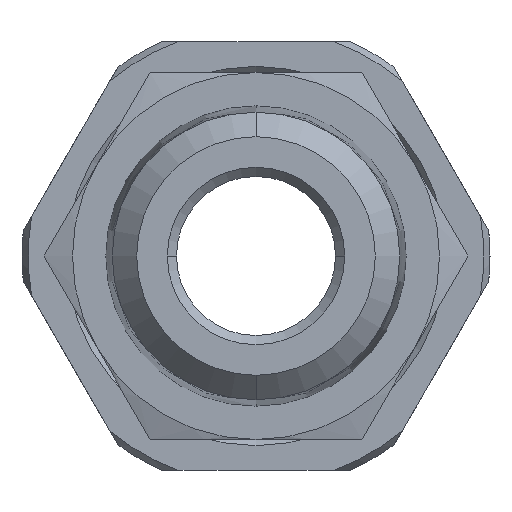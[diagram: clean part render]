
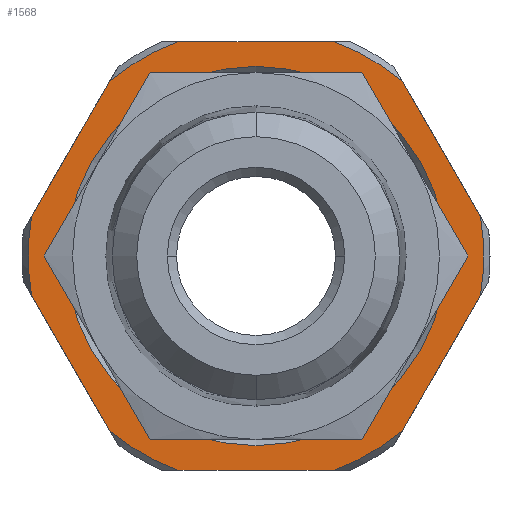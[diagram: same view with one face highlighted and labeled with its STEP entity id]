
A CAD part, front view. The second image highlights one B-rep face of the part: STEP entity #1568.
In plain terms, the highlighted planar face has unit normal (0, -1, 0).
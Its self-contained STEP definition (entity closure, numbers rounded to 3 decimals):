
#310=CARTESIAN_POINT('',(0.,7.1,0.));
#311=DIRECTION('',(0.,1.,0.));
#312=DIRECTION('',(-1.,0.,0.));
#313=AXIS2_PLACEMENT_3D('',#310,#311,#312);
#319=CARTESIAN_POINT('',(0.,7.1,0.));
#320=DIRECTION('',(0.,-1.,0.));
#321=DIRECTION('',(-1.,0.,0.));
#322=AXIS2_PLACEMENT_3D('',#319,#320,#321);
#346=DIRECTION('',(-0.5,0.,-0.866));
#347=VECTOR('',#346,5.1);
#348=CARTESIAN_POINT('',(-4.787,7.1,5.708));
#349=LINE('',#348,#347);
#350=DIRECTION('',(-1.,0.,0.));
#351=VECTOR('',#350,5.1);
#352=CARTESIAN_POINT('',(2.55,7.1,7.));
#353=LINE('',#352,#351);
#354=DIRECTION('',(-0.5,0.,0.866));
#355=VECTOR('',#354,5.1);
#356=CARTESIAN_POINT('',(7.337,7.1,1.292));
#357=LINE('',#356,#355);
#358=DIRECTION('',(0.5,0.,0.866));
#359=VECTOR('',#358,5.1);
#360=CARTESIAN_POINT('',(4.787,7.1,-5.708));
#361=LINE('',#360,#359);
#362=DIRECTION('',(1.,0.,0.));
#363=VECTOR('',#362,5.1);
#364=CARTESIAN_POINT('',(-2.55,7.1,-7.));
#365=LINE('',#364,#363);
#366=DIRECTION('',(0.5,0.,-0.866));
#367=VECTOR('',#366,5.1);
#368=CARTESIAN_POINT('',(-7.337,7.1,-1.292));
#369=LINE('',#368,#367);
#498=CARTESIAN_POINT('',(4.787,7.1,5.708));
#500=CARTESIAN_POINT('',(0.,7.1,0.));
#501=DIRECTION('',(0.,-1.,0.));
#502=DIRECTION('',(0.643,0.,0.766));
#503=AXIS2_PLACEMENT_3D('',#500,#501,#502);
#505=CARTESIAN_POINT('',(2.55,7.1,7.));
#522=CARTESIAN_POINT('',(7.337,7.1,-1.292));
#524=CARTESIAN_POINT('',(0.,7.1,0.));
#525=DIRECTION('',(0.,-1.,0.));
#526=DIRECTION('',(0.985,0.,-0.173));
#527=AXIS2_PLACEMENT_3D('',#524,#525,#526);
#529=CARTESIAN_POINT('',(7.337,7.1,1.292));
#546=CARTESIAN_POINT('',(2.55,7.1,-7.));
#548=CARTESIAN_POINT('',(0.,7.1,0.));
#549=DIRECTION('',(0.,-1.,0.));
#550=DIRECTION('',(0.342,0.,-0.94));
#551=AXIS2_PLACEMENT_3D('',#548,#549,#550);
#553=CARTESIAN_POINT('',(4.787,7.1,-5.708));
#570=CARTESIAN_POINT('',(-4.787,7.1,-5.708));
#572=CARTESIAN_POINT('',(0.,7.1,0.));
#573=DIRECTION('',(0.,-1.,0.));
#574=DIRECTION('',(-0.643,0.,-0.766));
#575=AXIS2_PLACEMENT_3D('',#572,#573,#574);
#577=CARTESIAN_POINT('',(-2.55,7.1,-7.));
#594=CARTESIAN_POINT('',(-7.337,7.1,1.292));
#596=CARTESIAN_POINT('',(0.,7.1,0.));
#597=DIRECTION('',(0.,-1.,0.));
#598=DIRECTION('',(-0.985,0.,0.173));
#599=AXIS2_PLACEMENT_3D('',#596,#597,#598);
#601=CARTESIAN_POINT('',(-7.337,7.1,-1.292));
#613=CARTESIAN_POINT('',(-4.787,7.1,5.708));
#630=CARTESIAN_POINT('',(-2.55,7.1,7.));
#632=CARTESIAN_POINT('',(0.,7.1,0.));
#633=DIRECTION('',(0.,-1.,0.));
#634=DIRECTION('',(-0.342,0.,0.94));
#635=AXIS2_PLACEMENT_3D('',#632,#633,#634);
#1020=CARTESIAN_POINT('',(-6.2,7.1,0.));
#1021=CARTESIAN_POINT('',(6.2,7.1,0.));
#1022=VERTEX_POINT('',#1020);
#1023=VERTEX_POINT('',#1021);
#1088=VERTEX_POINT('',#630);
#1089=VERTEX_POINT('',#498);
#1110=VERTEX_POINT('',#594);
#1111=VERTEX_POINT('',#505);
#1112=VERTEX_POINT('',#529);
#1113=VERTEX_POINT('',#522);
#1114=VERTEX_POINT('',#553);
#1115=VERTEX_POINT('',#546);
#1116=VERTEX_POINT('',#577);
#1117=VERTEX_POINT('',#570);
#1118=VERTEX_POINT('',#601);
#1119=VERTEX_POINT('',#613);
#1533=CARTESIAN_POINT('',(0.,7.1,0.));
#1534=DIRECTION('',(0.,1.,0.));
#1535=DIRECTION('',(1.,0.,0.));
#1536=AXIS2_PLACEMENT_3D('',#1533,#1534,#1535);
#1537=PLANE('',#1536);
#1539=ORIENTED_EDGE('',*,*,#1538,.F.);
#1541=ORIENTED_EDGE('',*,*,#1540,.F.);
#1543=ORIENTED_EDGE('',*,*,#1542,.F.);
#1545=ORIENTED_EDGE('',*,*,#1544,.F.);
#1547=ORIENTED_EDGE('',*,*,#1546,.F.);
#1549=ORIENTED_EDGE('',*,*,#1548,.F.);
#1551=ORIENTED_EDGE('',*,*,#1550,.F.);
#1553=ORIENTED_EDGE('',*,*,#1552,.F.);
#1555=ORIENTED_EDGE('',*,*,#1554,.F.);
#1557=ORIENTED_EDGE('',*,*,#1556,.F.);
#1559=ORIENTED_EDGE('',*,*,#1558,.F.);
#1561=ORIENTED_EDGE('',*,*,#1560,.F.);
#1562=EDGE_LOOP('',(#1539,#1541,#1543,#1545,#1547,#1549,#1551,#1553,#1555,#1557,
#1559,#1561));
#1563=FACE_OUTER_BOUND('',#1562,.F.);
#1564=ORIENTED_EDGE('',*,*,#1500,.F.);
#1565=ORIENTED_EDGE('',*,*,#1515,.T.);
#1566=EDGE_LOOP('',(#1564,#1565));
#1567=FACE_BOUND('',#1566,.F.);
#1568=ADVANCED_FACE('',(#1563,#1567),#1537,.F.);
#314=CIRCLE('',#313,6.2);
#323=CIRCLE('',#322,6.2);
#504=CIRCLE('',#503,7.45);
#528=CIRCLE('',#527,7.45);
#552=CIRCLE('',#551,7.45);
#576=CIRCLE('',#575,7.45);
#600=CIRCLE('',#599,7.45);
#636=CIRCLE('',#635,7.45);
#1500=EDGE_CURVE('',#1022,#1023,#314,.T.);
#1515=EDGE_CURVE('',#1022,#1023,#323,.T.);
#1538=EDGE_CURVE('',#1119,#1110,#349,.T.);
#1540=EDGE_CURVE('',#1088,#1119,#636,.T.);
#1542=EDGE_CURVE('',#1111,#1088,#353,.T.);
#1544=EDGE_CURVE('',#1089,#1111,#504,.T.);
#1546=EDGE_CURVE('',#1112,#1089,#357,.T.);
#1548=EDGE_CURVE('',#1113,#1112,#528,.T.);
#1550=EDGE_CURVE('',#1114,#1113,#361,.T.);
#1552=EDGE_CURVE('',#1115,#1114,#552,.T.);
#1554=EDGE_CURVE('',#1116,#1115,#365,.T.);
#1556=EDGE_CURVE('',#1117,#1116,#576,.T.);
#1558=EDGE_CURVE('',#1118,#1117,#369,.T.);
#1560=EDGE_CURVE('',#1110,#1118,#600,.T.);
